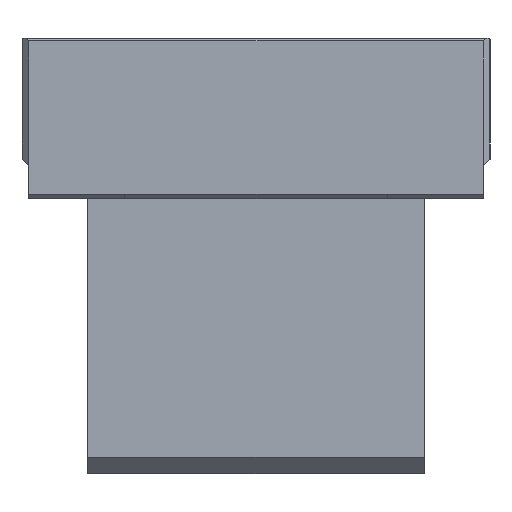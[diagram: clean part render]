
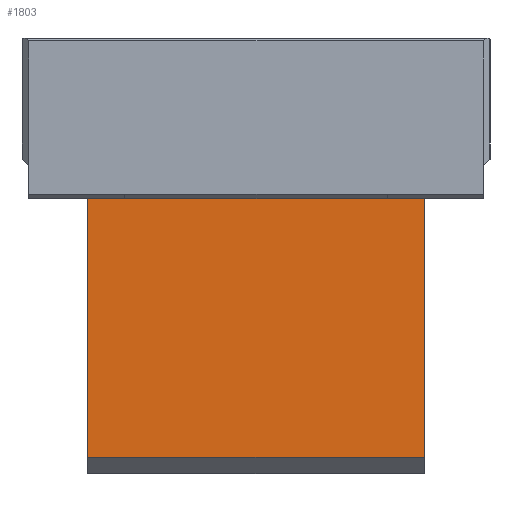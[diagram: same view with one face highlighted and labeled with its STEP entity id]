
A CAD part, left-side view. The second image highlights one B-rep face of the part: STEP entity #1803.
In plain terms, the highlighted planar face has unit normal (-1, 0, 0).
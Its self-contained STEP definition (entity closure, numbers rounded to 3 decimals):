
#1329 = DIRECTION ( 'NONE',  ( 0., -1., 0. ) ) ;
#1330 = VECTOR ( 'NONE', #1329, 1000. ) ;
#1331 = CARTESIAN_POINT ( 'NONE',  ( -32.1, -28.5, 2. ) ) ;
#1332 = LINE ( 'NONE', #1331, #1330 ) ;
#1653 = ORIENTED_EDGE ( 'NONE', *, *, #1805, .F. ) ;
#1779 = VERTEX_POINT ( 'NONE', #2248 ) ;
#1782 = VERTEX_POINT ( 'NONE', #2281 ) ;
#1797 = EDGE_LOOP ( 'NONE', ( #1798, #1829, #1653, #1839 ) ) ;
#1798 = ORIENTED_EDGE ( 'NONE', *, *, #1863, .T. ) ;
#1803 = ADVANCED_FACE ( 'NONE', ( #2304 ), #2306, .F. ) ;
#1805 = EDGE_CURVE ( 'NONE', #1779, #1834, #2293, .T. ) ;
#1829 = ORIENTED_EDGE ( 'NONE', *, *, #1844, .F. ) ;
#1834 = VERTEX_POINT ( 'NONE', #2359 ) ;
#1839 = ORIENTED_EDGE ( 'NONE', *, *, #1840, .T. ) ;
#1840 = EDGE_CURVE ( 'NONE', #1779, #1912, #2382, .T. ) ;
#1844 = EDGE_CURVE ( 'NONE', #1834, #1782, #2267, .T. ) ;
#1863 = EDGE_CURVE ( 'NONE', #1912, #1782, #1332, .T. ) ;
#1912 = VERTEX_POINT ( 'NONE', #2480 ) ;
#2248 = CARTESIAN_POINT ( 'NONE',  ( -32.1, 20.5, 33.5 ) ) ;
#2265 = VECTOR ( 'NONE', #2286, 1000. ) ;
#2266 = CARTESIAN_POINT ( 'NONE',  ( -32.1, -20.5, 33.5 ) ) ;
#2267 = LINE ( 'NONE', #2266, #2265 ) ;
#2281 = CARTESIAN_POINT ( 'NONE',  ( -32.1, -20.5, 2. ) ) ;
#2286 = DIRECTION ( 'NONE',  ( 0., 0., -1. ) ) ;
#2291 = AXIS2_PLACEMENT_3D ( 'NONE', #2295, #2294, #2303 ) ;
#2292 = CARTESIAN_POINT ( 'NONE',  ( -32.1, 28.5, 33.5 ) ) ;
#2293 = LINE ( 'NONE', #2292, #2300 ) ;
#2294 = DIRECTION ( 'NONE',  ( 1., 0., 0. ) ) ;
#2295 = CARTESIAN_POINT ( 'NONE',  ( -32.1, -28.5, 0. ) ) ;
#2299 = DIRECTION ( 'NONE',  ( 0., -1., 0. ) ) ;
#2300 = VECTOR ( 'NONE', #2299, 1000. ) ;
#2303 = DIRECTION ( 'NONE',  ( 0., 0., -1. ) ) ;
#2304 = FACE_OUTER_BOUND ( 'NONE', #1797, .T. ) ;
#2306 = PLANE ( 'NONE',  #2291 ) ;
#2359 = CARTESIAN_POINT ( 'NONE',  ( -32.1, -20.5, 33.5 ) ) ;
#2379 = DIRECTION ( 'NONE',  ( 0., 0., -1. ) ) ;
#2380 = VECTOR ( 'NONE', #2379, 1000. ) ;
#2381 = CARTESIAN_POINT ( 'NONE',  ( -32.1, 20.5, 0. ) ) ;
#2382 = LINE ( 'NONE', #2381, #2380 ) ;
#2480 = CARTESIAN_POINT ( 'NONE',  ( -32.1, 20.5, 2. ) ) ;
